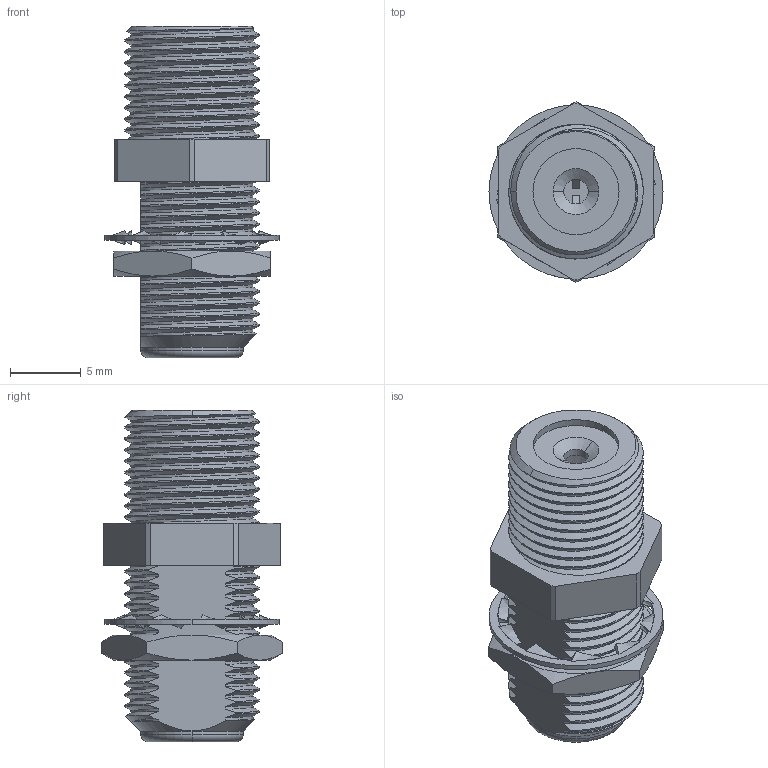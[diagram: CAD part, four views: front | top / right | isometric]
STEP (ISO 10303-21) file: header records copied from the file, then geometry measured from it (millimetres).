
FILE_DESCRIPTION (( 'STEP AP203' ), '1' );
FILE_NAME ('PE9734.step', '2018-05-25T17:03:57', ( '' ), ( '' ), 'SwSTEP 2.0', 'SolidWorks 2017', '' );
FILE_SCHEMA (( 'CONFIG_CONTROL_DESIGN' ));
Products named in the file (1): PE9734
Bounding box: 12.33 x 12.82 x 23.5 mm (x, y, z)
Volume: 1217.7 mm3; surface area: 1925.8 mm2
Topology: 3 solids, 3 shells, 272 faces, 777 edges, 523 vertices
Faces by surface type: bspline 91, cylinder 87, plane 66, cone 26, torus 2
Entity records: 40690 total; most frequent: CARTESIAN_POINT 34449, ORIENTED_EDGE 1554, DIRECTION 920, EDGE_CURVE 777, VERTEX_POINT 523, AXIS2_PLACEMENT_3D 309, VECTOR 302, LINE 302
